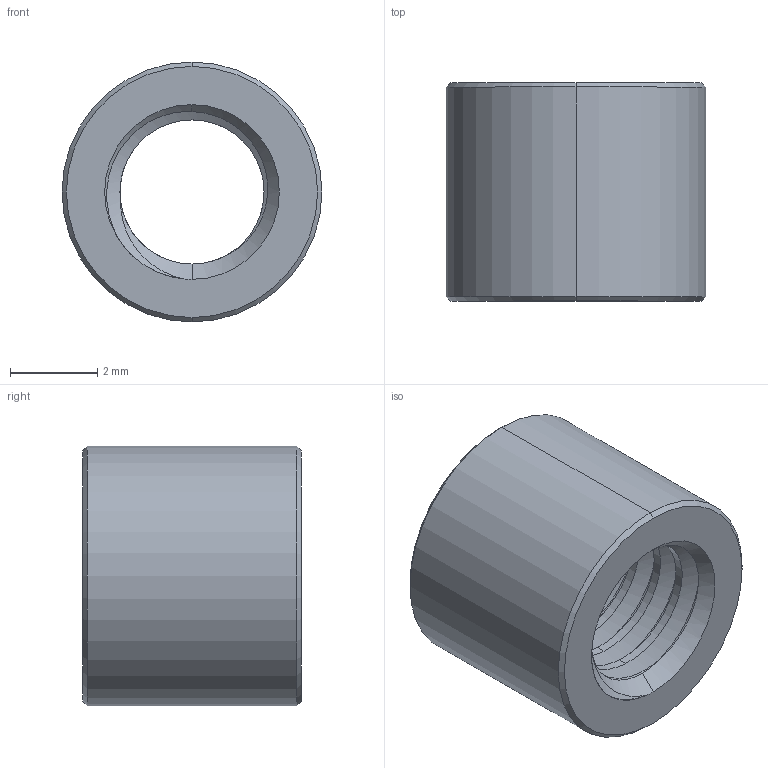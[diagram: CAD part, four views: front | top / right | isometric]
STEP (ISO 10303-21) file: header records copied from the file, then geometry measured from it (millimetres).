
FILE_DESCRIPTION (( 'STEP AP203' ), '1' );
FILE_NAME ('1501-0006-0005.STEP', '2017-04-06T18:57:36', ( '' ), ( '' ), 'SwSTEP 2.0', 'SolidWorks 2016', '' );
FILE_SCHEMA (( 'CONFIG_CONTROL_DESIGN' ));
Length unit declared in the file: millimetre
Products named in the file (1): 1501-0006-0005
Bounding box: 5.95 x 5 x 5.95 mm (x, y, z)
Volume: 87.3 mm3; surface area: 211.4 mm2
Topology: 1 solids, 1 shells, 46 faces, 123 edges, 79 vertices
Faces by surface type: cylinder 32, cone 10, plane 2, bspline 2
Entity records: 3999 total; most frequent: CARTESIAN_POINT 2948, ORIENTED_EDGE 246, DIRECTION 168, EDGE_CURVE 123, VERTEX_POINT 79, AXIS2_PLACEMENT_3D 65, EDGE_LOOP 48, ADVANCED_FACE 46
